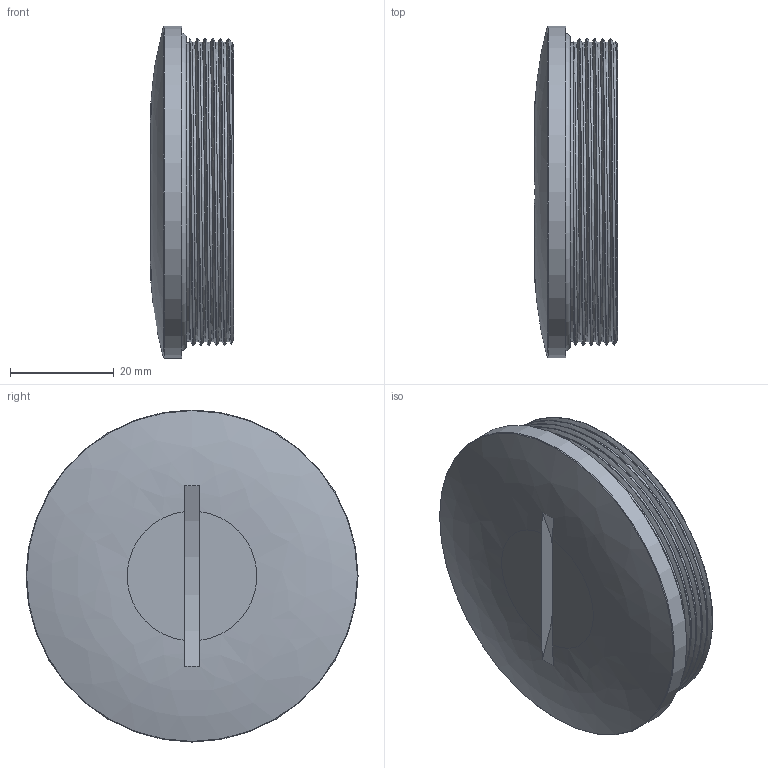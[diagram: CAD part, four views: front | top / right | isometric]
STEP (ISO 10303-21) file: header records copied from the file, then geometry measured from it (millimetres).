
FILE_DESCRIPTION(/* description */ ('Verschlussschraube PG 48 mit O-Ring'),/* implementation_level */ '2;1');
FILE_NAME(/* name */ '69017448-RST.stp',/* time_stamp */ '2020-06-17T15:13:25+02:00',/* author */ ('sl'),/* organization */ (''),/* preprocessor_version */ 'ST-DEVELOPER v16.5',/* originating_system */ 'Autodesk Inventor 2017',/* authorisation */ '');
FILE_SCHEMA (('AUTOMOTIVE_DESIGN { 1 0 10303 214 3 1 1 }'));
Length unit declared in the file: millimetre
Products named in the file (3): 69017448; 69017448_1; 69017448_2
Assembly tree (2 placements, depth 2):
  69017448
    69017448_1
    69017448_2
Bounding box: 16.01 x 64 x 64 mm (x, y, z)
Volume: 19596.8 mm3; surface area: 13356.5 mm2
Topology: 2 solids, 2 shells, 24 faces, 56 edges, 38 vertices
Faces by surface type: plane 10, cylinder 7, bspline 3, cone 2, torus 2
Full cylindrical faces by diameter (mm): 53.778 x1, 57.53 x1, 61.43 x1, 64 x1
Entity records: 1827 total; most frequent: CARTESIAN_POINT 1214, DIRECTION 121, ORIENTED_EDGE 96, AXIS2_PLACEMENT_3D 56, EDGE_CURVE 48, VERTEX_POINT 37, EDGE_LOOP 35, CIRCLE 26
